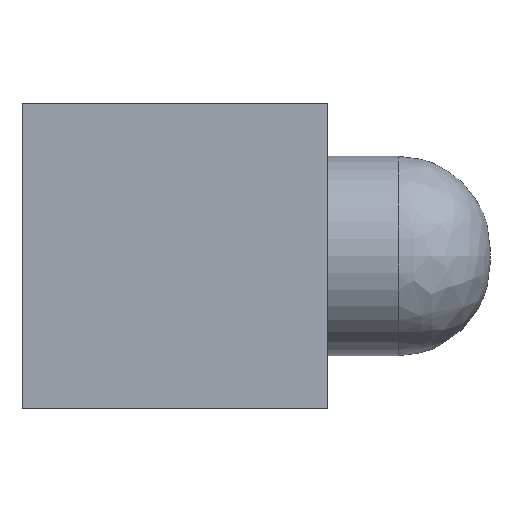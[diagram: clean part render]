
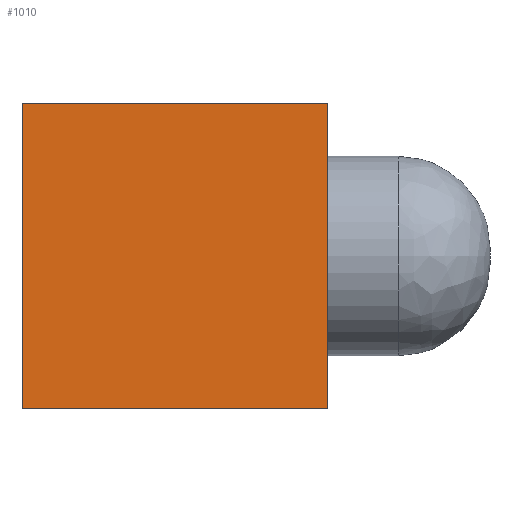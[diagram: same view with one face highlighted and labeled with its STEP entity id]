
A CAD part, top view. The second image highlights one B-rep face of the part: STEP entity #1010.
In plain terms, the highlighted planar face has unit normal (0, 0, 1).
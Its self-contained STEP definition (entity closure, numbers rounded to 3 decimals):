
#74=PLANE('',#1103);
#128=FACE_OUTER_BOUND('',#183,.T.);
#183=EDGE_LOOP('',(#902,#903,#904,#905));
#286=LINE('',#1648,#404);
#290=LINE('',#1655,#408);
#297=LINE('',#1676,#415);
#298=LINE('',#1677,#416);
#404=VECTOR('',#1334,10.);
#408=VECTOR('',#1340,10.);
#415=VECTOR('',#1359,10.);
#416=VECTOR('',#1360,10.);
#505=VERTEX_POINT('',#1645);
#506=VERTEX_POINT('',#1647);
#508=VERTEX_POINT('',#1653);
#516=VERTEX_POINT('',#1675);
#636=EDGE_CURVE('',#506,#505,#286,.T.);
#640=EDGE_CURVE('',#508,#505,#290,.T.);
#650=EDGE_CURVE('',#516,#506,#297,.T.);
#651=EDGE_CURVE('',#508,#516,#298,.T.);
#902=ORIENTED_EDGE('',*,*,#650,.T.);
#903=ORIENTED_EDGE('',*,*,#636,.T.);
#904=ORIENTED_EDGE('',*,*,#640,.F.);
#905=ORIENTED_EDGE('',*,*,#651,.T.);
#1010=ADVANCED_FACE('',(#128),#74,.T.);
#1103=AXIS2_PLACEMENT_3D('',#1674,#1357,#1358);
#1334=DIRECTION('',(1.,0.,0.));
#1340=DIRECTION('',(0.,-1.,0.));
#1357=DIRECTION('center_axis',(0.,0.,1.));
#1358=DIRECTION('ref_axis',(1.,0.,0.));
#1359=DIRECTION('',(0.,-1.,0.));
#1360=DIRECTION('',(-1.,0.,0.));
#1645=CARTESIAN_POINT('',(-18.3,-3.787,3.863));
#1647=CARTESIAN_POINT('',(-25.8,-3.787,3.863));
#1648=CARTESIAN_POINT('',(-21.925,-3.787,3.863));
#1653=CARTESIAN_POINT('',(-18.3,3.713,3.863));
#1655=CARTESIAN_POINT('',(-18.3,-0.037,3.863));
#1674=CARTESIAN_POINT('Origin',(-24.35,-0.037,3.863));
#1675=CARTESIAN_POINT('',(-25.8,3.713,3.863));
#1676=CARTESIAN_POINT('',(-25.8,-0.037,3.863));
#1677=CARTESIAN_POINT('',(-21.925,3.713,3.863));
